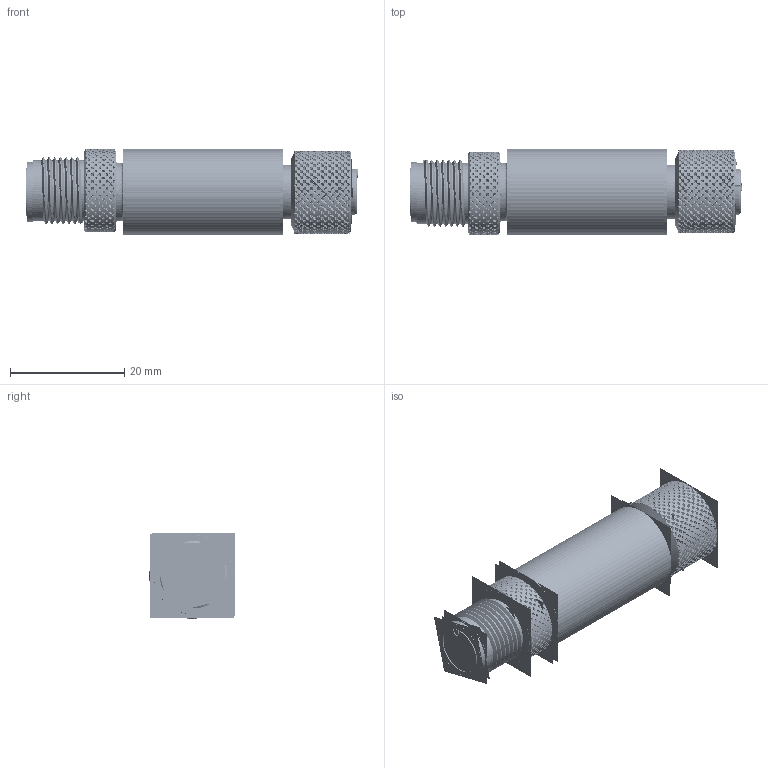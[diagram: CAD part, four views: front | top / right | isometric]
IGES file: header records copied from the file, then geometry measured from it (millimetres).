
Start section:  PTC IGES file: 227579.igs
Global section: file name: 227579.igs; native system: Creo Parametric by PTC Inc.; preprocessor: 2019292; author: PDMAdmin; organization: Unknown; date: 20220303.151234; units: millimetre
Bounding box: 58.11 x 15 x 15 mm (x, y, z)
Volume: 7387.3 mm3; surface area: 28544.9 mm2
Topology: 1 solids, 1 shells, 11512 faces, 51034 edges, 60603 vertices
Faces by surface type: bspline 8816, revolution 2696
